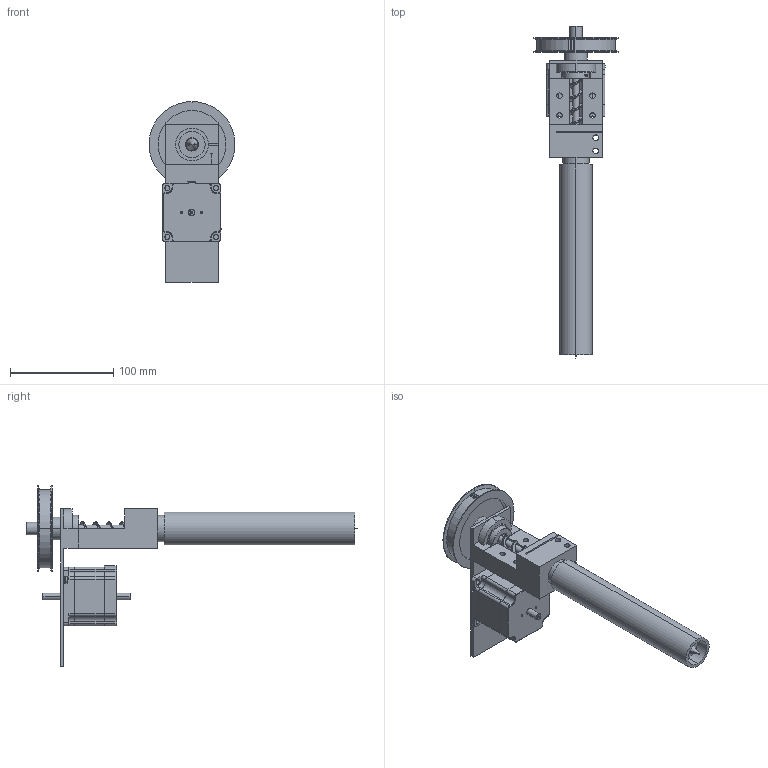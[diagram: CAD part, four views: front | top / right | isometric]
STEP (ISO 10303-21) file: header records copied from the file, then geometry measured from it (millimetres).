
FILE_DESCRIPTION (( 'STEP AP203' ), '1' );
FILE_NAME ('rev02.2.STEP', '2017-08-07T20:09:54', ( '' ), ( '' ), 'SwSTEP 2.0', 'SolidWorks 2016', '' );
FILE_SCHEMA (( 'CONFIG_CONTROL_DESIGN' ));
Length unit declared in the file: inch
Products named in the file (9): shaft collar thin; barrel_rev02; top plate; rev02.2; mount bracket_rev02; 80t spur; 60355K601_BALL BEARING; Motor - Nema 23; auger_rev02
Assembly tree (8 placements, depth 2):
  rev02.2
    mount bracket_rev02
    barrel_rev02
    auger_rev02
    shaft collar thin
    60355K601_BALL BEARING
    top plate
    80t spur
    Motor - Nema 23
Bounding box: 83 x 320.79 x 174.85 mm (x, y, z)
Volume: 309530.6 mm3; surface area: 130352.9 mm2
Topology: 21 solids, 92 shells, 691 faces, 2022 edges, 1401 vertices
Faces by surface type: cylinder 294, plane 225, cone 108, bspline 56, sphere 8
Entity records: 36576 total; most frequent: CARTESIAN_POINT 18556, ORIENTED_EDGE 3500, DIRECTION 3363, EDGE_CURVE 1976, VERTEX_POINT 1401, AXIS2_PLACEMENT_3D 1236, VECTOR 891, LINE 891
